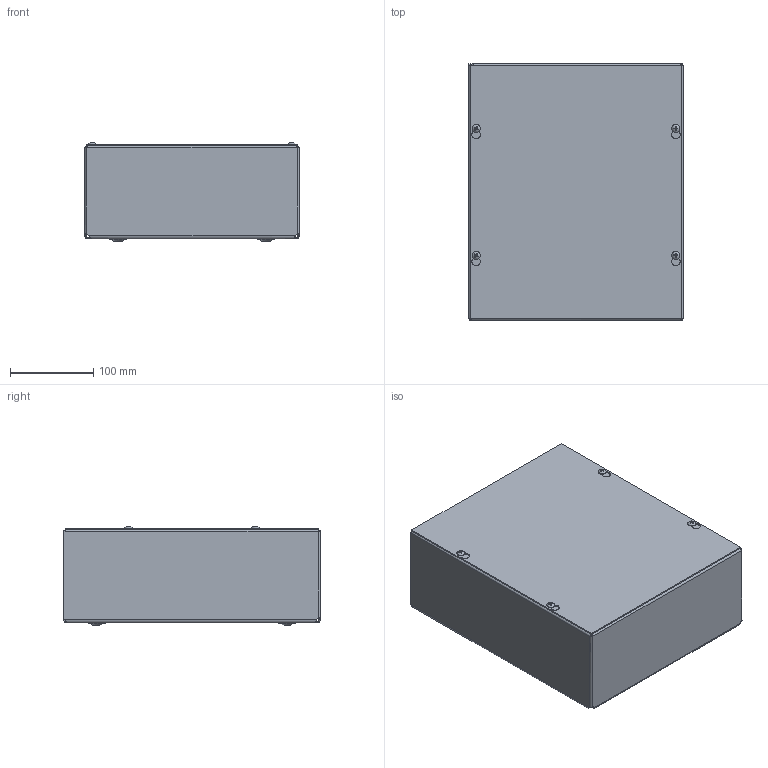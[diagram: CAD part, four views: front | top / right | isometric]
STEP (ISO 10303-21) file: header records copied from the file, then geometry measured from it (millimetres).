
FILE_DESCRIPTION(/* description */ ('BACKS - 10"X12"'),/* implementation_level */ '2;1');
FILE_NAME(/* name */ 'SC101204GNK.stp',/* time_stamp */ '2015-05-27T11:50:02+05:00',/* author */ ('mgunasekar'),/* organization */ (''),/* preprocessor_version */ 'ST-DEVELOPER v15.2',/* originating_system */ 'Autodesk Inventor 2014',/* authorisation */ '');
FILE_SCHEMA (('AUTOMOTIVE_DESIGN { 1 0 10303 214 3 1 1 }'));
Length unit declared in the file: inch
Products named in the file (5): SC1012GNKBKP; SC101204GNKWRA; SC1012GNKLID; 34056; SC101204GNK
Bounding box: 257.18 x 307.98 x 119.2 mm (x, y, z)
Volume: 495376.8 mm3; surface area: 636629.3 mm2
Topology: 7 solids, 7 shells, 358 faces, 911 edges, 572 vertices
Faces by surface type: plane 133, cylinder 73, cone 48, torus 44, bspline 40, sphere 20
Full cylindrical faces by diameter (mm): 3.734 x4, 4.166 x4, 4.191 x1, 5.803 x1, 7.62 x4, 9.754 x4
Entity records: 9082 total; most frequent: CARTESIAN_POINT 2747, ORIENTED_EDGE 1204, DIRECTION 1141, EDGE_CURVE 602, VERTEX_POINT 401, AXIS2_PLACEMENT_3D 395, EDGE_LOOP 371, LINE 351
